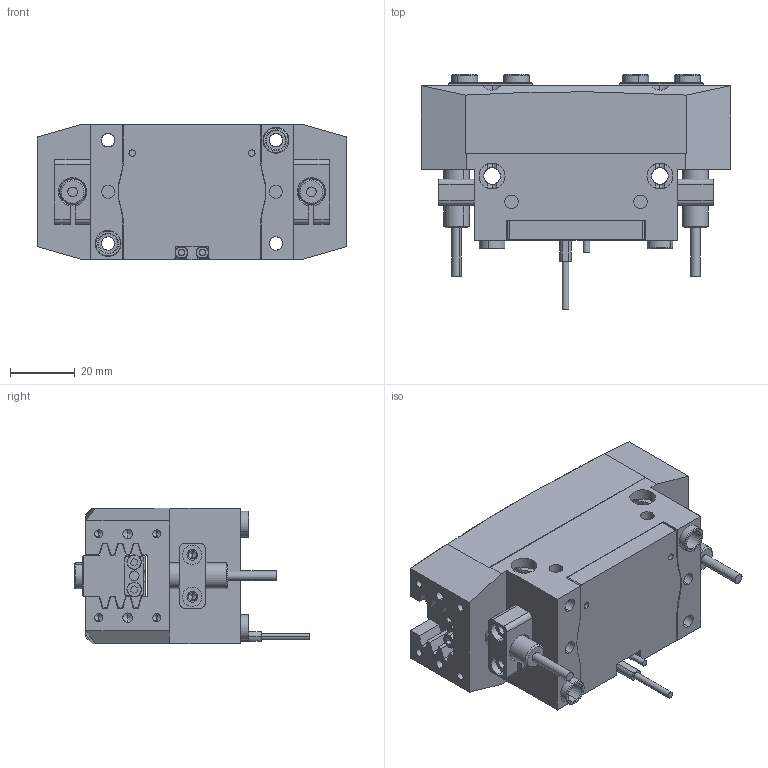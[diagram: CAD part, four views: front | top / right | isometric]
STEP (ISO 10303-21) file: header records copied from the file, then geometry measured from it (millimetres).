
FILE_DESCRIPTION (( 'STEP AP203' ), '1' );
FILE_NAME ('FR36-96.STEP', '2025-05-06T06:30:29', ( 'USER-' ), ( 'Microsoft' ), 'SwSTEP 2.0', 'SolidWorks 2018', '' );
FILE_SCHEMA (( 'CONFIG_CONTROL_DESIGN' ));
Length unit declared in the file: millimetre
Products named in the file (13): 揤輸蚾饜极; 笢猾啣ㄗ蜊ㄘ; 电容传感器8x23接近开关; 苤覜聆假蚾璃; 棠羲換覜ん; 菁裔啣; 16x8-R1.5; 褲极; 賑輸; 内六角圆柱头螺钉[GBT70_1-2008][M2.5×8]_M2.5×8; FR36-96; ﾏ擎ﾗ8｡ﾁ6｡ﾁ6; P-GS-T-01 諉輪羲壽標厥釱
Assembly tree (23 placements, depth 3):
  FR36-96
    褲极
    賑輸  x2
    菁裔啣
    笢猾啣ㄗ蜊ㄘ
    ﾏ擎ﾗ8｡ﾁ6｡ﾁ6  x6
    揤輸蚾饜极  x2
      内六角圆柱头螺钉[GBT70_1-2008][M2.5×8]_M2.5×8
      苤覜聆假蚾璃
    16x8-R1.5
    电容传感器8x23接近开关  x2
    P-GS-T-01 諉輪羲壽標厥釱  x2
    棠羲換覜ん  x2
Bounding box: 96 x 72.81 x 42.1 mm (x, y, z)
Volume: 146480.1 mm3; surface area: 56628.1 mm2
Topology: 24 solids, 28 shells, 1290 faces, 3343 edges, 2140 vertices
Faces by surface type: plane 582, cylinder 377, cone 160, bspline 155, torus 16
Entity records: 38244 total; most frequent: CARTESIAN_POINT 12407, ORIENTED_EDGE 5220, DIRECTION 4615, EDGE_CURVE 2610, VERTEX_POINT 1718, LINE 1623, VECTOR 1623, AXIS2_PLACEMENT_3D 1496
